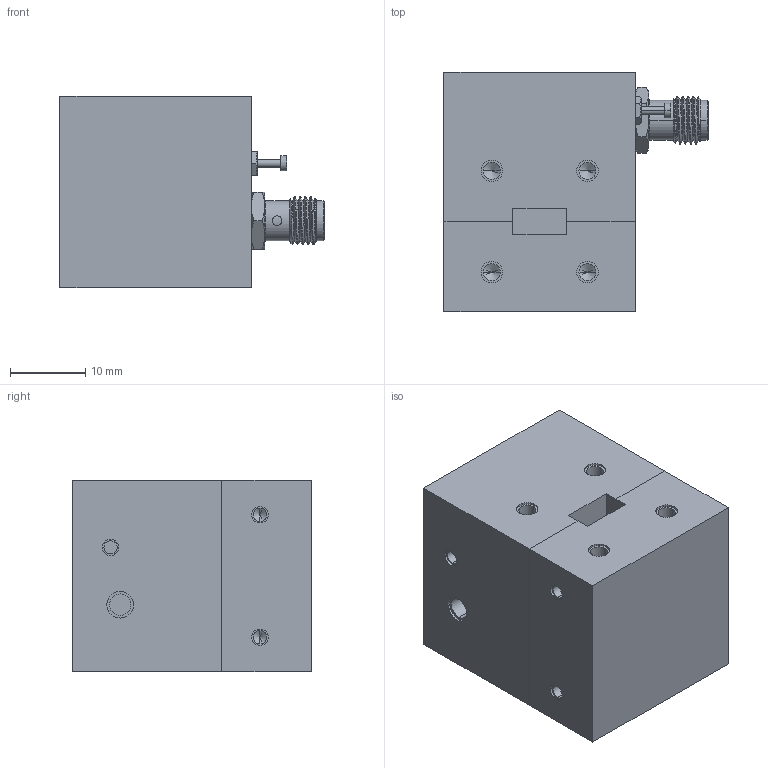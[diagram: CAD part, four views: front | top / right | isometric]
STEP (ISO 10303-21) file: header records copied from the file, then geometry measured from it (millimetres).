
FILE_DESCRIPTION (( 'STEP AP214' ), '1' );
FILE_NAME ('FMWGN1011.step', '2021-06-08T21:10:44', ( '' ), ( '' ), 'SwSTEP 2.0', 'SolidWorks 2020', '' );
FILE_SCHEMA (( 'AUTOMOTIVE_DESIGN' ));
Length unit declared in the file: inch
Products named in the file (1): FMWGN1011
Bounding box: 35.05 x 31.75 x 25.4 mm (x, y, z)
Volume: 19919.5 mm3; surface area: 6009.8 mm2
Topology: 1 solids, 1 shells, 327 faces, 805 edges, 516 vertices
Faces by surface type: plane 144, cylinder 88, cone 78, bspline 15, torus 2
Entity records: 13328 total; most frequent: CARTESIAN_POINT 5914, ORIENTED_EDGE 1586, DIRECTION 1453, EDGE_CURVE 793, AXIS2_PLACEMENT_3D 566, VERTEX_POINT 516, EDGE_LOOP 375, ADVANCED_FACE 327
